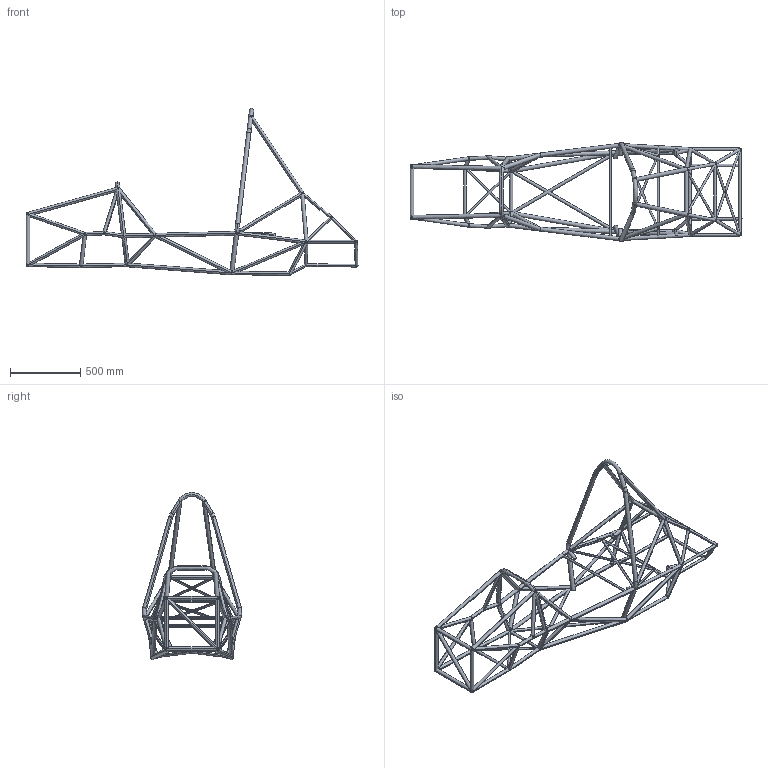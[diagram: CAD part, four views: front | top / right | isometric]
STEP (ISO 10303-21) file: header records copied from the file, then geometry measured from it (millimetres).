
FILE_DESCRIPTION(('CATIA V5 STEP Exchange'),'2;1');
FILE_NAME('Chassis_EPSA.stp','2021-06-01T20:26:57+00:00',('none'),('none'),'CATIA Version 5 Release 19 SP 2 (IN-10)','CATIA V5 STEP AP203','none');
FILE_SCHEMA(('CONFIG_CONTROL_DESIGN'));
Length unit declared in the file: millimetre
Products named in the file (12): Frame&Body; FR_A0100 ; Tubes; 30x2; 28x1.5; 25x1.5; 20x1.5; 15x1.5; 12x2.5; 28x2; 25x2; MS_A0400
Assembly tree (110 placements, depth 5):
  Frame&Body
    FR_A0100 
      #66
      #213
      Tubes
        30x2
          #1575
        28x1.5
          #3419
          #3598
          #3777
          #3956
          #4135
          #4314
          #4493
          #4672
          #4851
          #5030
          #5209
          #5388
          #5567
          #5746
          #5925
          #6104
          #6283
          #6462
          #6641
        25x1.5
          #6841
          #7020
          #7199
          #7378
          #7557
          #7736
          #7915
          #8094
          #8273
          #8452
          #8631
          #8810
          #8989
          #9168
          #9347
          #9526
          #9705
          #9884
          #10063
          #10242
          #10421
          #10444
          #10623
          #10802
          #10981
          #11160
          #11339
          #11518
          #11697
          #11876
        20x1.5
          #12076
Bounding box: 2359.84 x 710.07 x 1187.78 mm (x, y, z)
Volume: 4029106.5 mm3; surface area: 5379248.6 mm2
Topology: 95 solids, 106 shells, 592 faces, 1365 edges, 1152 vertices
Faces by surface type: cylinder 388, plane 190, torus 10, bspline 4
Entity records: 20974 total; most frequent: CARTESIAN_POINT 5031, DIRECTION 2969, ORIENTED_EDGE 2368, AXIS2_PLACEMENT_3D 1614, EDGE_CURVE 1206, CIRCLE 806, VERTEX_POINT 804, EDGE_LOOP 782
